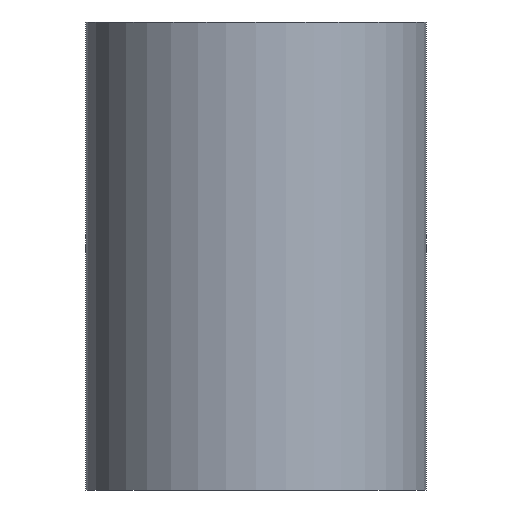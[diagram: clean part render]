
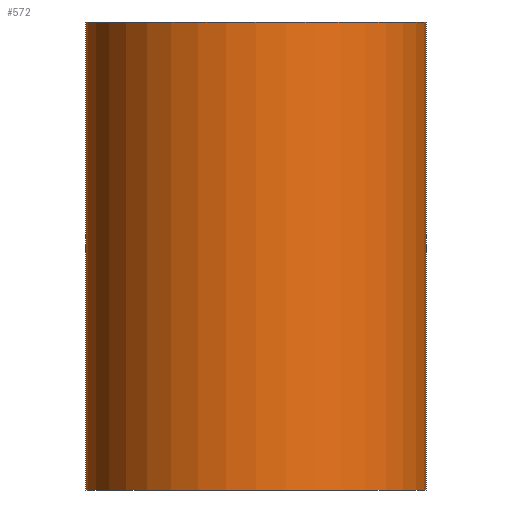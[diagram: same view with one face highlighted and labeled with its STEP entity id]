
A CAD part, front view. The second image highlights one B-rep face of the part: STEP entity #572.
In plain terms, the highlighted cylindrical face has radius 20 mm (diameter 40 mm), a full revolution.
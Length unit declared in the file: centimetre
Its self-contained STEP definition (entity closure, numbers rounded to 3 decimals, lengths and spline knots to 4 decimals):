
#214=VERTEX_POINT('',#794);
#215=VERTEX_POINT('',#796);
#264=CIRCLE('',#600,2.);
#265=CIRCLE('',#601,2.);
#290=EDGE_CURVE('',#214,#214,#264,.T.);
#291=EDGE_CURVE('',#215,#215,#265,.T.);
#364=ORIENTED_EDGE('',*,*,#290,.T.);
#365=ORIENTED_EDGE('',*,*,#291,.T.);
#512=EDGE_LOOP('',(#364));
#513=EDGE_LOOP('',(#365));
#542=FACE_BOUND('',#512,.T.);
#543=FACE_BOUND('',#513,.T.);
#572=ADVANCED_FACE('',(#542,#543),#943,.T.);
#599=AXIS2_PLACEMENT_3D('',#792,#652,#653);
#600=AXIS2_PLACEMENT_3D('',#793,#654,#655);
#601=AXIS2_PLACEMENT_3D('',#795,#656,#657);
#652=DIRECTION('',(0.,0.,1.));
#653=DIRECTION('',(2.,0.,0.));
#654=DIRECTION('',(0.,0.,-1.));
#655=DIRECTION('',(2.,0.,0.));
#656=DIRECTION('',(0.,0.,1.));
#657=DIRECTION('',(2.,0.,0.));
#792=CARTESIAN_POINT('',(0.,0.,0.));
#793=CARTESIAN_POINT('',(0.,0.,5.5));
#794=CARTESIAN_POINT('',(2.,0.,5.5));
#795=CARTESIAN_POINT('',(0.,0.,0.));
#796=CARTESIAN_POINT('',(2.,0.,0.));
#943=CYLINDRICAL_SURFACE('',#599,2.);
